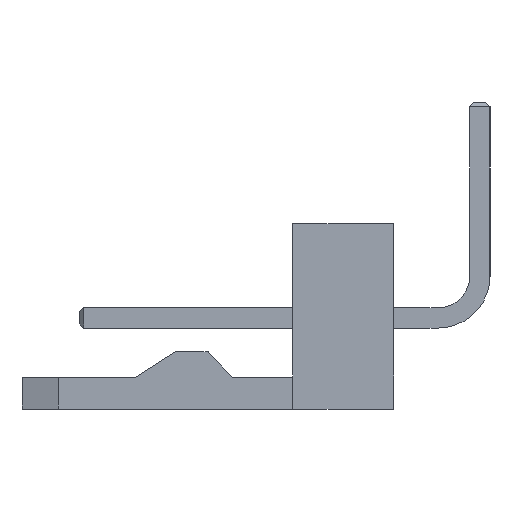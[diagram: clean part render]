
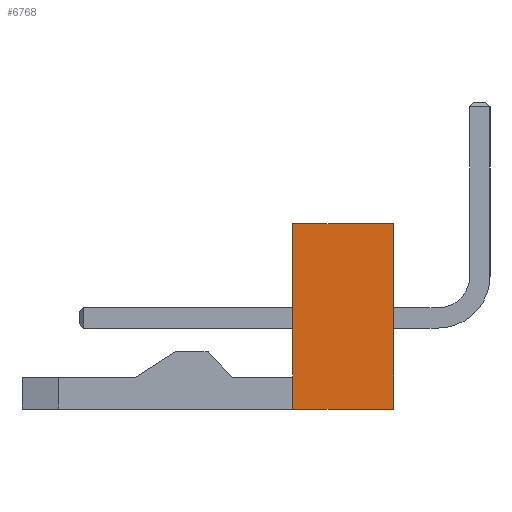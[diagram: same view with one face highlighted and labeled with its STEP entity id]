
A CAD part, left-side view. The second image highlights one B-rep face of the part: STEP entity #6768.
In plain terms, the highlighted planar face has unit normal (-1, 0, 0).
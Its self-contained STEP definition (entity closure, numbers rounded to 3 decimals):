
#1=DIRECTION('',(0.,-1.,0.));
#2=VECTOR('',#1,3.175);
#3=CARTESIAN_POINT('',(-20.32,1.588,2.972));
#4=LINE('',#3,#2);
#5=DIRECTION('',(0.,0.,-1.));
#6=VECTOR('',#5,5.842);
#7=CARTESIAN_POINT('',(-20.32,-1.588,2.972));
#8=LINE('',#7,#6);
#9=DIRECTION('',(0.,1.,0.));
#10=VECTOR('',#9,3.175);
#11=CARTESIAN_POINT('',(-20.32,-1.588,-2.87));
#12=LINE('',#11,#10);
#13=DIRECTION('',(0.,0.,1.));
#14=VECTOR('',#13,5.842);
#15=CARTESIAN_POINT('',(-20.32,1.588,-2.87));
#16=LINE('',#15,#14);
#5145=CARTESIAN_POINT('',(-20.32,1.588,2.972));
#5146=CARTESIAN_POINT('',(-20.32,-1.588,2.972));
#5147=VERTEX_POINT('',#5145);
#5148=VERTEX_POINT('',#5146);
#5149=CARTESIAN_POINT('',(-20.32,-1.588,-2.87));
#5150=VERTEX_POINT('',#5149);
#5151=CARTESIAN_POINT('',(-20.32,1.588,-2.87));
#5152=VERTEX_POINT('',#5151);
#6753=CARTESIAN_POINT('',(-20.32,0.,0.));
#6754=DIRECTION('',(1.,0.,0.));
#6755=DIRECTION('',(0.,0.,-1.));
#6756=AXIS2_PLACEMENT_3D('',#6753,#6754,#6755);
#6757=PLANE('',#6756);
#6759=ORIENTED_EDGE('',*,*,#6758,.T.);
#6761=ORIENTED_EDGE('',*,*,#6760,.T.);
#6763=ORIENTED_EDGE('',*,*,#6762,.T.);
#6765=ORIENTED_EDGE('',*,*,#6764,.T.);
#6766=EDGE_LOOP('',(#6759,#6761,#6763,#6765));
#6767=FACE_OUTER_BOUND('',#6766,.F.);
#6768=ADVANCED_FACE('',(#6767),#6757,.F.);
#6758=EDGE_CURVE('',#5147,#5148,#4,.T.);
#6760=EDGE_CURVE('',#5148,#5150,#8,.T.);
#6762=EDGE_CURVE('',#5150,#5152,#12,.T.);
#6764=EDGE_CURVE('',#5152,#5147,#16,.T.);
